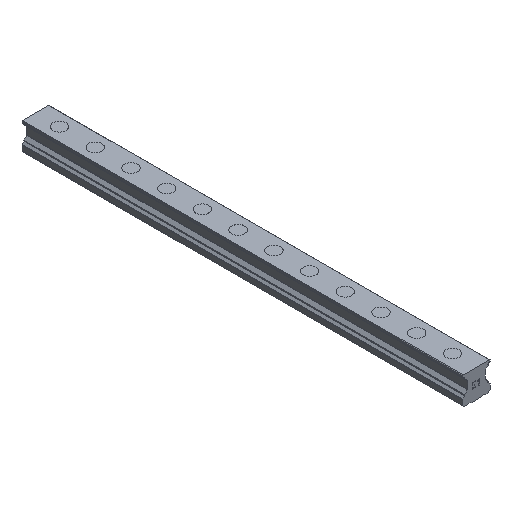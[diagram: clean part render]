
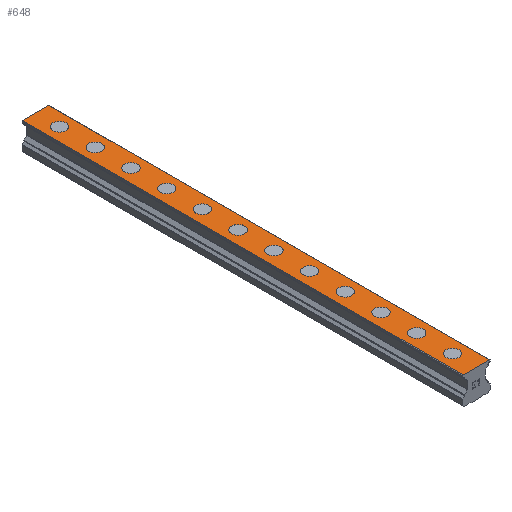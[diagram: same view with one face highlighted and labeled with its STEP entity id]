
A CAD part, isometric view. The second image highlights one B-rep face of the part: STEP entity #648.
In plain terms, the highlighted planar face has unit normal (0, 0, 1).
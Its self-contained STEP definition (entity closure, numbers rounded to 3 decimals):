
#648=ADVANCED_FACE('',(#1343,#1344,#1345,#1346,#1347,#1348,#1349,#1350,#1351,#1352,#1353,#1354,#1355),#1356,.T.);
#1343=FACE_BOUND('',#2066,.T.);
#1344=FACE_BOUND('',#2067,.T.);
#1345=FACE_BOUND('',#2068,.T.);
#1346=FACE_BOUND('',#2069,.T.);
#1347=FACE_BOUND('',#2070,.T.);
#1348=FACE_BOUND('',#2071,.T.);
#1349=FACE_BOUND('',#2072,.T.);
#1350=FACE_BOUND('',#2073,.T.);
#1351=FACE_BOUND('',#2074,.T.);
#1352=FACE_BOUND('',#2075,.T.);
#1353=FACE_BOUND('',#2076,.T.);
#1354=FACE_BOUND('',#2077,.T.);
#1355=FACE_OUTER_BOUND('',#2078,.T.);
#1356=PLANE('',#2079);
#2066=EDGE_LOOP('',(#3924,#3925));
#2067=EDGE_LOOP('',(#3926,#3927));
#2068=EDGE_LOOP('',(#3928,#3929));
#2069=EDGE_LOOP('',(#3930,#3931));
#2070=EDGE_LOOP('',(#3932,#3933));
#2071=EDGE_LOOP('',(#3934,#3935));
#2072=EDGE_LOOP('',(#3936,#3937));
#2073=EDGE_LOOP('',(#3938,#3939));
#2074=EDGE_LOOP('',(#3940,#3941));
#2075=EDGE_LOOP('',(#3942,#3943));
#2076=EDGE_LOOP('',(#3944,#3945));
#2077=EDGE_LOOP('',(#3946,#3947));
#2078=EDGE_LOOP('',(#3948,#3949,#3950,#3951));
#2079=AXIS2_PLACEMENT_3D('',#3952,#3953,#3954);
#3924=ORIENTED_EDGE('',*,*,#4273,.T.);
#3925=ORIENTED_EDGE('',*,*,#4755,.T.);
#3926=ORIENTED_EDGE('',*,*,#4263,.T.);
#3927=ORIENTED_EDGE('',*,*,#4761,.T.);
#3928=ORIENTED_EDGE('',*,*,#4253,.T.);
#3929=ORIENTED_EDGE('',*,*,#4767,.T.);
#3930=ORIENTED_EDGE('',*,*,#4243,.T.);
#3931=ORIENTED_EDGE('',*,*,#4773,.T.);
#3932=ORIENTED_EDGE('',*,*,#4233,.T.);
#3933=ORIENTED_EDGE('',*,*,#4779,.T.);
#3934=ORIENTED_EDGE('',*,*,#4223,.T.);
#3935=ORIENTED_EDGE('',*,*,#4785,.T.);
#3936=ORIENTED_EDGE('',*,*,#4213,.T.);
#3937=ORIENTED_EDGE('',*,*,#4791,.T.);
#3938=ORIENTED_EDGE('',*,*,#4203,.T.);
#3939=ORIENTED_EDGE('',*,*,#4797,.T.);
#3940=ORIENTED_EDGE('',*,*,#4193,.T.);
#3941=ORIENTED_EDGE('',*,*,#4803,.T.);
#3942=ORIENTED_EDGE('',*,*,#4183,.T.);
#3943=ORIENTED_EDGE('',*,*,#4809,.T.);
#3944=ORIENTED_EDGE('',*,*,#4173,.T.);
#3945=ORIENTED_EDGE('',*,*,#4815,.T.);
#3946=ORIENTED_EDGE('',*,*,#4163,.T.);
#3947=ORIENTED_EDGE('',*,*,#4821,.T.);
#3948=ORIENTED_EDGE('',*,*,#4728,.T.);
#3949=ORIENTED_EDGE('',*,*,#4880,.F.);
#3950=ORIENTED_EDGE('',*,*,#4589,.T.);
#3951=ORIENTED_EDGE('',*,*,#4878,.T.);
#3952=CARTESIAN_POINT('',(0.,370.0,23.6));
#3953=DIRECTION('',(0.0,0.0,1.0));
#3954=DIRECTION('',(-1.0,0.0,0.0));
#4163=EDGE_CURVE('',#4944,#4941,#4945,.T.);
#4173=EDGE_CURVE('',#4962,#4959,#4963,.T.);
#4183=EDGE_CURVE('',#4980,#4977,#4981,.T.);
#4193=EDGE_CURVE('',#4998,#4995,#4999,.T.);
#4203=EDGE_CURVE('',#5016,#5013,#5017,.T.);
#4213=EDGE_CURVE('',#5034,#5031,#5035,.T.);
#4223=EDGE_CURVE('',#5052,#5049,#5053,.T.);
#4233=EDGE_CURVE('',#5070,#5067,#5071,.T.);
#4243=EDGE_CURVE('',#5088,#5085,#5089,.T.);
#4253=EDGE_CURVE('',#5106,#5103,#5107,.T.);
#4263=EDGE_CURVE('',#5124,#5121,#5125,.T.);
#4273=EDGE_CURVE('',#5142,#5139,#5143,.T.);
#4589=EDGE_CURVE('',#5611,#5609,#5612,.T.);
#4728=EDGE_CURVE('',#5844,#5842,#5845,.T.);
#4755=EDGE_CURVE('',#5139,#5142,#5896,.T.);
#4761=EDGE_CURVE('',#5121,#5124,#5902,.T.);
#4767=EDGE_CURVE('',#5103,#5106,#5908,.T.);
#4773=EDGE_CURVE('',#5085,#5088,#5914,.T.);
#4779=EDGE_CURVE('',#5067,#5070,#5920,.T.);
#4785=EDGE_CURVE('',#5049,#5052,#5926,.T.);
#4791=EDGE_CURVE('',#5031,#5034,#5932,.T.);
#4797=EDGE_CURVE('',#5013,#5016,#5938,.T.);
#4803=EDGE_CURVE('',#4995,#4998,#5944,.T.);
#4809=EDGE_CURVE('',#4977,#4980,#5950,.T.);
#4815=EDGE_CURVE('',#4959,#4962,#5956,.T.);
#4821=EDGE_CURVE('',#4941,#4944,#5962,.T.);
#4878=EDGE_CURVE('',#5609,#5844,#6019,.T.);
#4880=EDGE_CURVE('',#5611,#5842,#6021,.T.);
#4941=VERTEX_POINT('',#6084);
#4944=VERTEX_POINT('',#6088);
#4945=CIRCLE('',#6089,5.5);
#4959=VERTEX_POINT('',#6106);
#4962=VERTEX_POINT('',#6110);
#4963=CIRCLE('',#6111,5.5);
#4977=VERTEX_POINT('',#6128);
#4980=VERTEX_POINT('',#6132);
#4981=CIRCLE('',#6133,5.5);
#4995=VERTEX_POINT('',#6150);
#4998=VERTEX_POINT('',#6154);
#4999=CIRCLE('',#6155,5.5);
#5013=VERTEX_POINT('',#6172);
#5016=VERTEX_POINT('',#6176);
#5017=CIRCLE('',#6177,5.5);
#5031=VERTEX_POINT('',#6194);
#5034=VERTEX_POINT('',#6198);
#5035=CIRCLE('',#6199,5.5);
#5049=VERTEX_POINT('',#6216);
#5052=VERTEX_POINT('',#6220);
#5053=CIRCLE('',#6221,5.5);
#5067=VERTEX_POINT('',#6238);
#5070=VERTEX_POINT('',#6242);
#5071=CIRCLE('',#6243,5.5);
#5085=VERTEX_POINT('',#6260);
#5088=VERTEX_POINT('',#6264);
#5089=CIRCLE('',#6265,5.5);
#5103=VERTEX_POINT('',#6282);
#5106=VERTEX_POINT('',#6286);
#5107=CIRCLE('',#6287,5.5);
#5121=VERTEX_POINT('',#6304);
#5124=VERTEX_POINT('',#6308);
#5125=CIRCLE('',#6309,5.5);
#5139=VERTEX_POINT('',#6326);
#5142=VERTEX_POINT('',#6330);
#5143=CIRCLE('',#6331,5.5);
#5609=VERTEX_POINT('',#6952);
#5611=VERTEX_POINT('',#6955);
#5612=LINE('',#6956,#6957);
#5842=VERTEX_POINT('',#7282);
#5844=VERTEX_POINT('',#7285);
#5845=LINE('',#7286,#7287);
#5896=CIRCLE('',#7354,5.5);
#5902=CIRCLE('',#7360,5.5);
#5908=CIRCLE('',#7366,5.5);
#5914=CIRCLE('',#7372,5.5);
#5920=CIRCLE('',#7378,5.5);
#5926=CIRCLE('',#7384,5.5);
#5932=CIRCLE('',#7390,5.5);
#5938=CIRCLE('',#7396,5.5);
#5944=CIRCLE('',#7402,5.5);
#5950=CIRCLE('',#7408,5.5);
#5956=CIRCLE('',#7414,5.5);
#5962=CIRCLE('',#7420,5.5);
#6019=LINE('',#7503,#7504);
#6021=LINE('',#7506,#7507);
#6084=CARTESIAN_POINT('',(5.5,20.0,23.6));
#6088=CARTESIAN_POINT('',(-5.5,20.0,23.6));
#6089=AXIS2_PLACEMENT_3D('',#7591,#7592,#7593);
#6106=CARTESIAN_POINT('',(5.5,50.0,23.6));
#6110=CARTESIAN_POINT('',(-5.5,50.0,23.6));
#6111=AXIS2_PLACEMENT_3D('',#7607,#7608,#7609);
#6128=CARTESIAN_POINT('',(5.5,80.0,23.6));
#6132=CARTESIAN_POINT('',(-5.5,80.0,23.6));
#6133=AXIS2_PLACEMENT_3D('',#7623,#7624,#7625);
#6150=CARTESIAN_POINT('',(5.5,110.0,23.6));
#6154=CARTESIAN_POINT('',(-5.5,110.0,23.6));
#6155=AXIS2_PLACEMENT_3D('',#7639,#7640,#7641);
#6172=CARTESIAN_POINT('',(5.5,140.0,23.6));
#6176=CARTESIAN_POINT('',(-5.5,140.0,23.6));
#6177=AXIS2_PLACEMENT_3D('',#7655,#7656,#7657);
#6194=CARTESIAN_POINT('',(5.5,170.0,23.6));
#6198=CARTESIAN_POINT('',(-5.5,170.0,23.6));
#6199=AXIS2_PLACEMENT_3D('',#7671,#7672,#7673);
#6216=CARTESIAN_POINT('',(5.5,200.0,23.6));
#6220=CARTESIAN_POINT('',(-5.5,200.0,23.6));
#6221=AXIS2_PLACEMENT_3D('',#7687,#7688,#7689);
#6238=CARTESIAN_POINT('',(5.5,230.0,23.6));
#6242=CARTESIAN_POINT('',(-5.5,230.0,23.6));
#6243=AXIS2_PLACEMENT_3D('',#7703,#7704,#7705);
#6260=CARTESIAN_POINT('',(5.5,260.0,23.6));
#6264=CARTESIAN_POINT('',(-5.5,260.0,23.6));
#6265=AXIS2_PLACEMENT_3D('',#7719,#7720,#7721);
#6282=CARTESIAN_POINT('',(5.5,290.0,23.6));
#6286=CARTESIAN_POINT('',(-5.5,290.0,23.6));
#6287=AXIS2_PLACEMENT_3D('',#7735,#7736,#7737);
#6304=CARTESIAN_POINT('',(5.5,320.0,23.6));
#6308=CARTESIAN_POINT('',(-5.5,320.0,23.6));
#6309=AXIS2_PLACEMENT_3D('',#7751,#7752,#7753);
#6326=CARTESIAN_POINT('',(5.5,350.0,23.6));
#6330=CARTESIAN_POINT('',(-5.5,350.0,23.6));
#6331=AXIS2_PLACEMENT_3D('',#7767,#7768,#7769);
#6952=CARTESIAN_POINT('',(-11.1,370.0,23.6));
#6955=CARTESIAN_POINT('',(11.1,370.0,23.6));
#6956=CARTESIAN_POINT('',(11.1,370.0,23.6));
#6957=VECTOR('',#8136,1.0);
#7282=CARTESIAN_POINT('',(11.1,0.0,23.6));
#7285=CARTESIAN_POINT('',(-11.1,0.0,23.6));
#7286=CARTESIAN_POINT('',(11.1,0.0,23.6));
#7287=VECTOR('',#8287,1.0);
#7354=AXIS2_PLACEMENT_3D('',#8331,#8332,#8333);
#7360=AXIS2_PLACEMENT_3D('',#8340,#8341,#8342);
#7366=AXIS2_PLACEMENT_3D('',#8349,#8350,#8351);
#7372=AXIS2_PLACEMENT_3D('',#8358,#8359,#8360);
#7378=AXIS2_PLACEMENT_3D('',#8367,#8368,#8369);
#7384=AXIS2_PLACEMENT_3D('',#8376,#8377,#8378);
#7390=AXIS2_PLACEMENT_3D('',#8385,#8386,#8387);
#7396=AXIS2_PLACEMENT_3D('',#8394,#8395,#8396);
#7402=AXIS2_PLACEMENT_3D('',#8403,#8404,#8405);
#7408=AXIS2_PLACEMENT_3D('',#8412,#8413,#8414);
#7414=AXIS2_PLACEMENT_3D('',#8421,#8422,#8423);
#7420=AXIS2_PLACEMENT_3D('',#8430,#8431,#8432);
#7503=CARTESIAN_POINT('',(-11.1,370.0,23.6));
#7504=VECTOR('',#8465,1.0);
#7506=CARTESIAN_POINT('',(11.1,370.0,23.6));
#7507=VECTOR('',#8466,1.0);
#7591=CARTESIAN_POINT('',(0.0,20.0,23.6));
#7592=DIRECTION('',(0.0,0.0,-1.0));
#7593=DIRECTION('',(1.0,0.0,0.0));
#7607=CARTESIAN_POINT('',(0.0,50.0,23.6));
#7608=DIRECTION('',(0.0,0.0,-1.0));
#7609=DIRECTION('',(1.0,0.0,0.0));
#7623=CARTESIAN_POINT('',(0.0,80.0,23.6));
#7624=DIRECTION('',(0.0,0.0,-1.0));
#7625=DIRECTION('',(1.0,0.0,0.0));
#7639=CARTESIAN_POINT('',(0.0,110.0,23.6));
#7640=DIRECTION('',(0.0,0.0,-1.0));
#7641=DIRECTION('',(1.0,0.0,0.0));
#7655=CARTESIAN_POINT('',(0.0,140.0,23.6));
#7656=DIRECTION('',(0.0,0.0,-1.0));
#7657=DIRECTION('',(1.0,0.0,0.0));
#7671=CARTESIAN_POINT('',(0.0,170.0,23.6));
#7672=DIRECTION('',(0.0,0.0,-1.0));
#7673=DIRECTION('',(1.0,0.0,0.0));
#7687=CARTESIAN_POINT('',(0.0,200.0,23.6));
#7688=DIRECTION('',(0.0,0.0,-1.0));
#7689=DIRECTION('',(1.0,0.0,0.0));
#7703=CARTESIAN_POINT('',(0.0,230.0,23.6));
#7704=DIRECTION('',(0.0,0.0,-1.0));
#7705=DIRECTION('',(1.0,0.0,0.0));
#7719=CARTESIAN_POINT('',(0.0,260.0,23.6));
#7720=DIRECTION('',(0.0,0.0,-1.0));
#7721=DIRECTION('',(1.0,0.0,0.0));
#7735=CARTESIAN_POINT('',(0.0,290.0,23.6));
#7736=DIRECTION('',(0.0,0.0,-1.0));
#7737=DIRECTION('',(1.0,0.0,0.0));
#7751=CARTESIAN_POINT('',(0.0,320.0,23.6));
#7752=DIRECTION('',(0.0,0.0,-1.0));
#7753=DIRECTION('',(1.0,0.0,0.0));
#7767=CARTESIAN_POINT('',(0.0,350.0,23.6));
#7768=DIRECTION('',(0.0,0.0,-1.0));
#7769=DIRECTION('',(1.0,0.0,0.0));
#8136=DIRECTION('',(-1.0,0.0,0.0));
#8287=DIRECTION('',(1.0,0.0,0.0));
#8331=CARTESIAN_POINT('',(0.0,350.0,23.6));
#8332=DIRECTION('',(0.0,0.0,-1.0));
#8333=DIRECTION('',(1.0,0.0,0.0));
#8340=CARTESIAN_POINT('',(0.0,320.0,23.6));
#8341=DIRECTION('',(0.0,0.0,-1.0));
#8342=DIRECTION('',(1.0,0.0,0.0));
#8349=CARTESIAN_POINT('',(0.0,290.0,23.6));
#8350=DIRECTION('',(0.0,0.0,-1.0));
#8351=DIRECTION('',(1.0,0.0,0.0));
#8358=CARTESIAN_POINT('',(0.0,260.0,23.6));
#8359=DIRECTION('',(0.0,0.0,-1.0));
#8360=DIRECTION('',(1.0,0.0,0.0));
#8367=CARTESIAN_POINT('',(0.0,230.0,23.6));
#8368=DIRECTION('',(0.0,0.0,-1.0));
#8369=DIRECTION('',(1.0,0.0,0.0));
#8376=CARTESIAN_POINT('',(0.0,200.0,23.6));
#8377=DIRECTION('',(0.0,0.0,-1.0));
#8378=DIRECTION('',(1.0,0.0,0.0));
#8385=CARTESIAN_POINT('',(0.0,170.0,23.6));
#8386=DIRECTION('',(0.0,0.0,-1.0));
#8387=DIRECTION('',(1.0,0.0,0.0));
#8394=CARTESIAN_POINT('',(0.0,140.0,23.6));
#8395=DIRECTION('',(0.0,0.0,-1.0));
#8396=DIRECTION('',(1.0,0.0,0.0));
#8403=CARTESIAN_POINT('',(0.0,110.0,23.6));
#8404=DIRECTION('',(0.0,0.0,-1.0));
#8405=DIRECTION('',(1.0,0.0,0.0));
#8412=CARTESIAN_POINT('',(0.0,80.0,23.6));
#8413=DIRECTION('',(0.0,0.0,-1.0));
#8414=DIRECTION('',(1.0,0.0,0.0));
#8421=CARTESIAN_POINT('',(0.0,50.0,23.6));
#8422=DIRECTION('',(0.0,0.0,-1.0));
#8423=DIRECTION('',(1.0,0.0,0.0));
#8430=CARTESIAN_POINT('',(0.0,20.0,23.6));
#8431=DIRECTION('',(0.0,0.0,-1.0));
#8432=DIRECTION('',(1.0,0.0,0.0));
#8465=DIRECTION('',(0.0,-1.0,0.0));
#8466=DIRECTION('',(0.0,-1.0,0.0));
